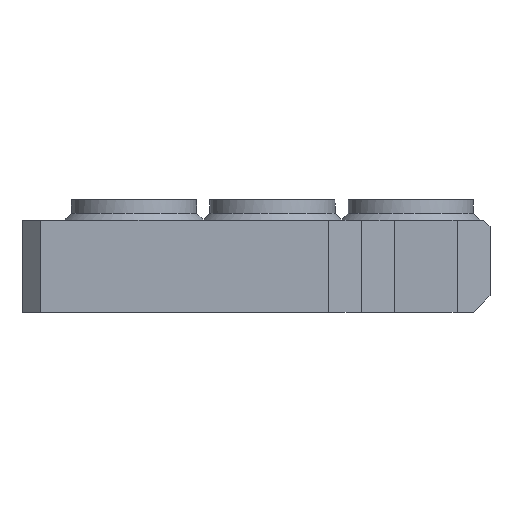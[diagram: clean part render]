
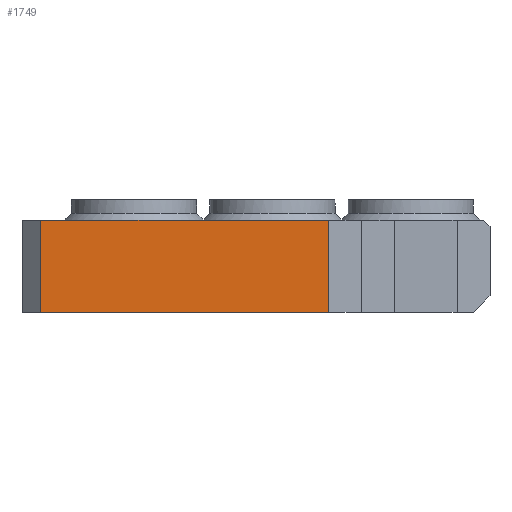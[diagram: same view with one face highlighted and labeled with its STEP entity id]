
A CAD part, left-side view. The second image highlights one B-rep face of the part: STEP entity #1749.
In plain terms, the highlighted free-form (B-spline) face has degree [1, 1] with [2, 2] control points.
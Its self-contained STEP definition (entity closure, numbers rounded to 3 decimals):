
#94 = VERTEX_POINT('',#95);
#95 = CARTESIAN_POINT('',(-57.071,60.75,
    28.14));
#100 = EDGE_CURVE('',#101,#94,#103,.T.);
#101 = VERTEX_POINT('',#102);
#102 = CARTESIAN_POINT('',(-57.071,-15.108,
    28.14));
#103 = B_SPLINE_CURVE_WITH_KNOTS('',1,(#104,#105),.UNSPECIFIED.,.F.,.F.,
  (2,2),(0.,87.314),.PIECEWISE_BEZIER_KNOTS.);
#104 = CARTESIAN_POINT('',(-57.071,-15.108,
    28.14));
#105 = CARTESIAN_POINT('',(-57.071,60.75,
    28.14));
#418 = VERTEX_POINT('',#419);
#419 = CARTESIAN_POINT('',(-57.071,-15.108,
    3.813));
#424 = EDGE_CURVE('',#418,#425,#427,.T.);
#425 = VERTEX_POINT('',#426);
#426 = CARTESIAN_POINT('',(-57.071,60.75,
    3.813));
#427 = B_SPLINE_CURVE_WITH_KNOTS('',1,(#428,#429),.UNSPECIFIED.,.F.,.F.,
  (2,2),(0.,87.314),.PIECEWISE_BEZIER_KNOTS.);
#428 = CARTESIAN_POINT('',(-57.071,-15.108,
    3.813));
#429 = CARTESIAN_POINT('',(-57.071,60.75,
    3.813));
#1749 = ADVANCED_FACE('',(#1750),#1764,.T.);
#1750 = FACE_BOUND('',#1751,.T.);
#1751 = EDGE_LOOP('',(#1752,#1753,#1758,#1759));
#1752 = ORIENTED_EDGE('',*,*,#100,.T.);
#1753 = ORIENTED_EDGE('',*,*,#1754,.T.);
#1754 = EDGE_CURVE('',#94,#425,#1755,.T.);
#1755 = B_SPLINE_CURVE_WITH_KNOTS('',1,(#1756,#1757),.UNSPECIFIED.,.F.,
  .F.,(2,2),(0.,28.),.PIECEWISE_BEZIER_KNOTS.);
#1756 = CARTESIAN_POINT('',(-57.071,60.75,
    28.14));
#1757 = CARTESIAN_POINT('',(-57.071,60.75,
    3.813));
#1758 = ORIENTED_EDGE('',*,*,#424,.F.);
#1759 = ORIENTED_EDGE('',*,*,#1760,.T.);
#1760 = EDGE_CURVE('',#418,#101,#1761,.T.);
#1761 = B_SPLINE_CURVE_WITH_KNOTS('',1,(#1762,#1763),.UNSPECIFIED.,.F.,
  .F.,(2,2),(0.,28.),.PIECEWISE_BEZIER_KNOTS.);
#1762 = CARTESIAN_POINT('',(-57.071,-15.108,
    3.813));
#1763 = CARTESIAN_POINT('',(-57.071,-15.108,
    28.14));
#1764 = B_SPLINE_SURFACE_WITH_KNOTS('',1,1,(
    (#1765,#1766)
    ,(#1767,#1768
    )),.UNSPECIFIED.,.F.,.F.,.F.,(2,2),(2,2),(0.,28.),(-68.814,
    18.5),.PIECEWISE_BEZIER_KNOTS.);
#1765 = CARTESIAN_POINT('',(-57.071,60.75,
    28.14));
#1766 = CARTESIAN_POINT('',(-57.071,-15.108,
    28.14));
#1767 = CARTESIAN_POINT('',(-57.071,60.75,
    3.813));
#1768 = CARTESIAN_POINT('',(-57.071,-15.108,
    3.813));
